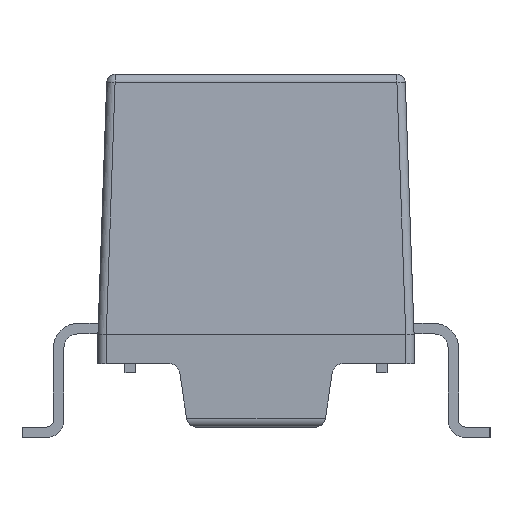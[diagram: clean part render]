
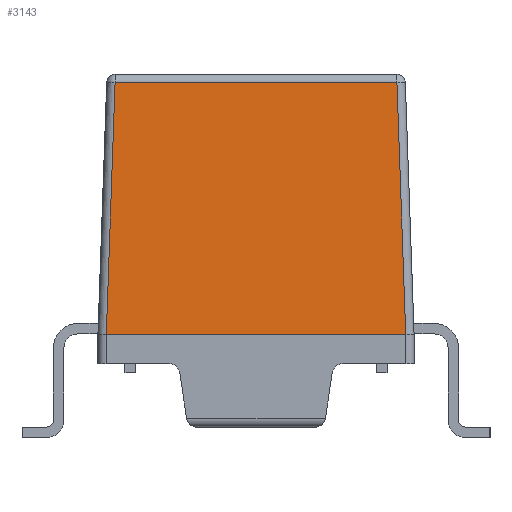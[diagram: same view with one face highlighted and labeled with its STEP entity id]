
A CAD part, left-side view. The second image highlights one B-rep face of the part: STEP entity #3143.
In plain terms, the highlighted planar face has unit normal (-0.999, 0, 0.035).
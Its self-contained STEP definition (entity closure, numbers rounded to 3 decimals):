
#3143 = ADVANCED_FACE( '', ( #6657 ), #6658, .T. );
#6657 = FACE_OUTER_BOUND( '', #11039, .T. );
#6658 = PLANE( '', #11040 );
#11039 = EDGE_LOOP( '', ( #17906, #17907, #17908, #17909, #17910, #17911 ) );
#11040 = AXIS2_PLACEMENT_3D( '', #17912, #17913, #17914 );
#17906 = ORIENTED_EDGE( '', *, *, #30684, .T. );
#17907 = ORIENTED_EDGE( '', *, *, #29761, .T. );
#17908 = ORIENTED_EDGE( '', *, *, #28951, .T. );
#17909 = ORIENTED_EDGE( '', *, *, #29626, .T. );
#17910 = ORIENTED_EDGE( '', *, *, #29127, .T. );
#17911 = ORIENTED_EDGE( '', *, *, #30685, .T. );
#17912 = CARTESIAN_POINT( '', ( -14.1, 0., 0. ) );
#17913 = DIRECTION( '', ( -0.999, 0., 0.035 ) );
#17914 = DIRECTION( '', ( 0.035, 0., 0.999 ) );
#28951 = EDGE_CURVE( '', #34782, #34855, #34857, .F. );
#29127 = EDGE_CURVE( '', #35193, #35191, #35194, .F. );
#29626 = EDGE_CURVE( '', #34855, #35193, #36070, .F. );
#29761 = EDGE_CURVE( '', #36294, #34782, #36296, .T. );
#30684 = EDGE_CURVE( '', #37830, #36294, #37831, .F. );
#30685 = EDGE_CURVE( '', #35191, #37830, #37832, .F. );
#34782 = VERTEX_POINT( '', #43335 );
#34855 = VERTEX_POINT( '', #43433 );
#34857 = LINE( '', #43435, #43436 );
#35191 = VERTEX_POINT( '', #43918 );
#35193 = VERTEX_POINT( '', #43921 );
#35194 = LINE( '', #43922, #43923 );
#36070 = LINE( '', #45361, #45362 );
#36294 = VERTEX_POINT( '', #45682 );
#36296 = LINE( '', #45684, #45685 );
#37830 = VERTEX_POINT( '', #47891 );
#37831 = LINE( '', #47892, #47893 );
#37832 = LINE( '', #47894, #47895 );
#43335 = CARTESIAN_POINT( '', ( -13.89, -3.36, 6.007 ) );
#43433 = CARTESIAN_POINT( '', ( -13.89, 3.36, 6.007 ) );
#43435 = CARTESIAN_POINT( '', ( -13.89, 3.553, 6.007 ) );
#43436 = VECTOR( '', #54871, 1000. );
#43918 = CARTESIAN_POINT( '', ( -14.1, 3.57, 0. ) );
#43921 = CARTESIAN_POINT( '', ( -14.1, 3.57, 0. ) );
#43922 = CARTESIAN_POINT( '', ( -14.1, 0., 0. ) );
#43923 = VECTOR( '', #55066, 1000. );
#45361 = CARTESIAN_POINT( '', ( -14.096, 3.566, 0.124 ) );
#45362 = VECTOR( '', #55557, 1000. );
#45682 = CARTESIAN_POINT( '', ( -14.1, -3.57, 0. ) );
#45684 = CARTESIAN_POINT( '', ( -14.096, -3.566, 0.124 ) );
#45685 = VECTOR( '', #55724, 1000. );
#47891 = CARTESIAN_POINT( '', ( -14.1, -3.57, 0. ) );
#47892 = CARTESIAN_POINT( '', ( -14.1, 0., 0. ) );
#47893 = VECTOR( '', #56778, 1000. );
#47894 = CARTESIAN_POINT( '', ( -14.1, 0., 0. ) );
#47895 = VECTOR( '', #56779, 1000. );
#54871 = DIRECTION( '', ( 0., -1., 0. ) );
#55066 = DIRECTION( '', ( 0., 1., 0. ) );
#55557 = DIRECTION( '', ( 0.035, -0.035, 0.999 ) );
#55724 = DIRECTION( '', ( 0.035, 0.035, 0.999 ) );
#56778 = DIRECTION( '', ( 0., 1., 0. ) );
#56779 = DIRECTION( '', ( 0., 1., 0. ) );
